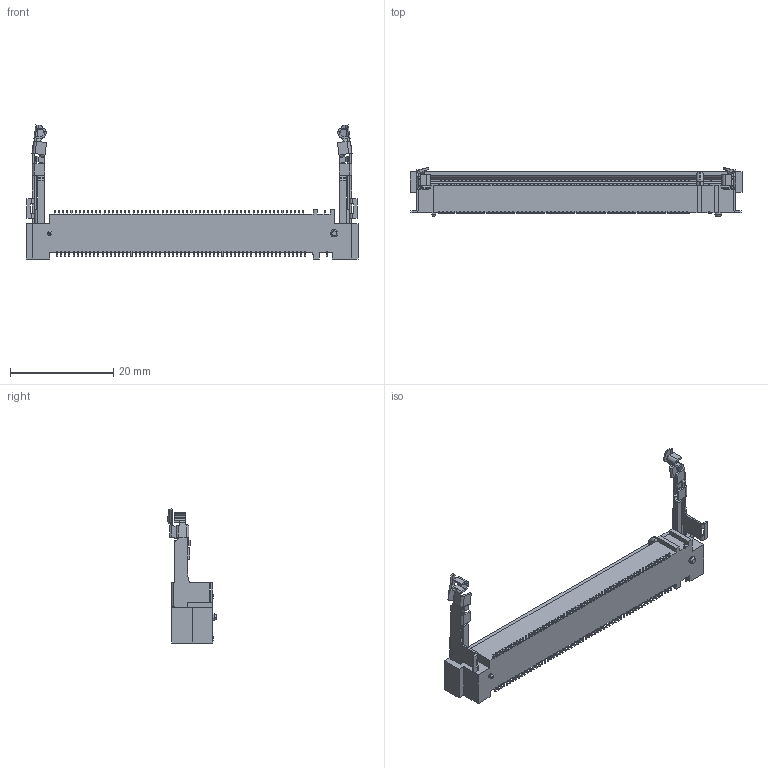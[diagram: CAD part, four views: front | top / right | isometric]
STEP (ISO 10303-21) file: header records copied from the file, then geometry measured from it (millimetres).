
FILE_DESCRIPTION(('STEP AP242'),'1');
FILE_NAME('440360-2.stp','2021-02-24T08:44:19',('TraceParts'),('TraceParts S.A.'),'Spatial InterOp 3D',' ',' ');
FILE_SCHEMA(('AP242_MANAGED_MODEL_BASED_3D_ENGINEERING_MIM_LF {1 0 10303 442 1 1 4}'));
Length unit declared in the file: millimetre
Products named in the file (1): 440360-2
Bounding box: 64.2 x 9.44 x 25.92 mm (x, y, z)
Volume: 3396.8 mm3; surface area: 3183.7 mm2
Topology: 1 solids, 1 shells, 2082 faces, 6192 edges, 4108 vertices
Faces by surface type: plane 1424, cylinder 636, bspline 16, cone 4, torus 2
Entity records: 70533 total; most frequent: CARTESIAN_POINT 13196, ORIENTED_EDGE 12384, DIRECTION 11604, EDGE_CURVE 6192, LINE 4904, VECTOR 4904, VERTEX_POINT 4108, AXIS2_PLACEMENT_3D 3350
